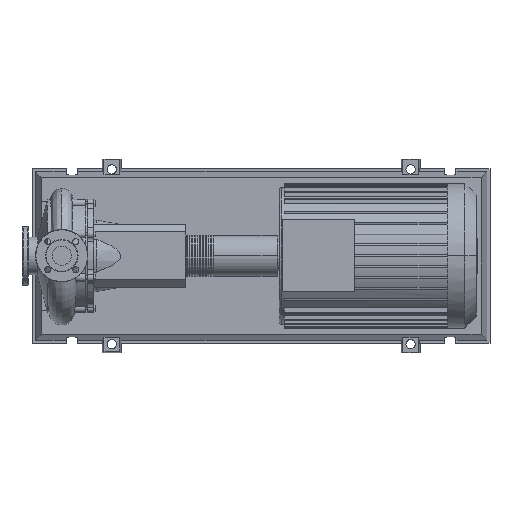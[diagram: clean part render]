
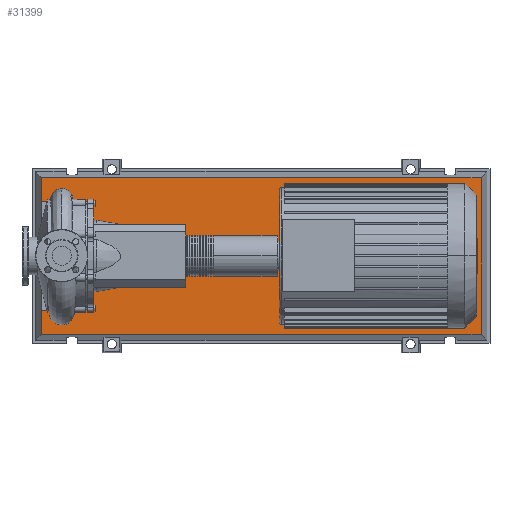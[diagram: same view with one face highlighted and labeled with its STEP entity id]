
A CAD part, top view. The second image highlights one B-rep face of the part: STEP entity #31399.
In plain terms, the highlighted planar face has unit normal (0, 0, 1).
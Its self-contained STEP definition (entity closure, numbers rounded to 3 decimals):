
#27566=CARTESIAN_POINT('',(1319.232,-246.732,103.0));
#27567=VERTEX_POINT('',#27566);
#27574=CARTESIAN_POINT('',(-64.232,-246.732,103.0));
#27575=VERTEX_POINT('',#27574);
#27576=CARTESIAN_POINT('',(1319.232,-246.732,103.0));
#27577=DIRECTION('',(-1.0,0.0,0.0));
#27578=VECTOR('',#27577,1383.465);
#27579=LINE('',#27576,#27578);
#27580=EDGE_CURVE('',#27567,#27575,#27579,.T.);
#31312=CARTESIAN_POINT('',(1319.232,246.732,103.0));
#31313=VERTEX_POINT('',#31312);
#31314=CARTESIAN_POINT('',(1319.232,246.732,103.0));
#31315=DIRECTION('',(0.0,-1.0,0.0));
#31316=VECTOR('',#31315,493.465);
#31317=LINE('',#31314,#31316);
#31318=EDGE_CURVE('',#31313,#27567,#31317,.T.);
#31336=CARTESIAN_POINT('',(-64.232,246.732,103.0));
#31337=VERTEX_POINT('',#31336);
#31338=CARTESIAN_POINT('',(-64.232,-246.732,103.0));
#31339=DIRECTION('',(0.0,1.0,0.0));
#31340=VECTOR('',#31339,493.465);
#31341=LINE('',#31338,#31340);
#31342=EDGE_CURVE('',#27575,#31337,#31341,.T.);
#31375=CARTESIAN_POINT('',(-64.232,246.732,103.0));
#31376=DIRECTION('',(1.0,0.0,0.0));
#31377=VECTOR('',#31376,1383.465);
#31378=LINE('',#31375,#31377);
#31379=EDGE_CURVE('',#31337,#31313,#31378,.T.);
#31388=CARTESIAN_POINT('',(627.5,0.0,103.0));
#31389=DIRECTION('',(0.0,0.0,1.0));
#31390=DIRECTION('',(1.0,0.0,0.0));
#31391=AXIS2_PLACEMENT_3D('',#31388,#31389,#31390);
#31392=PLANE('',#31391);
#31393=ORIENTED_EDGE('',*,*,#31318,.F.);
#31394=ORIENTED_EDGE('',*,*,#31379,.F.);
#31395=ORIENTED_EDGE('',*,*,#31342,.F.);
#31396=ORIENTED_EDGE('',*,*,#27580,.F.);
#31397=EDGE_LOOP('',(#31393,#31394,#31395,#31396));
#31398=FACE_OUTER_BOUND('',#31397,.T.);
#31399=ADVANCED_FACE('',(#31398),#31392,.T.);
